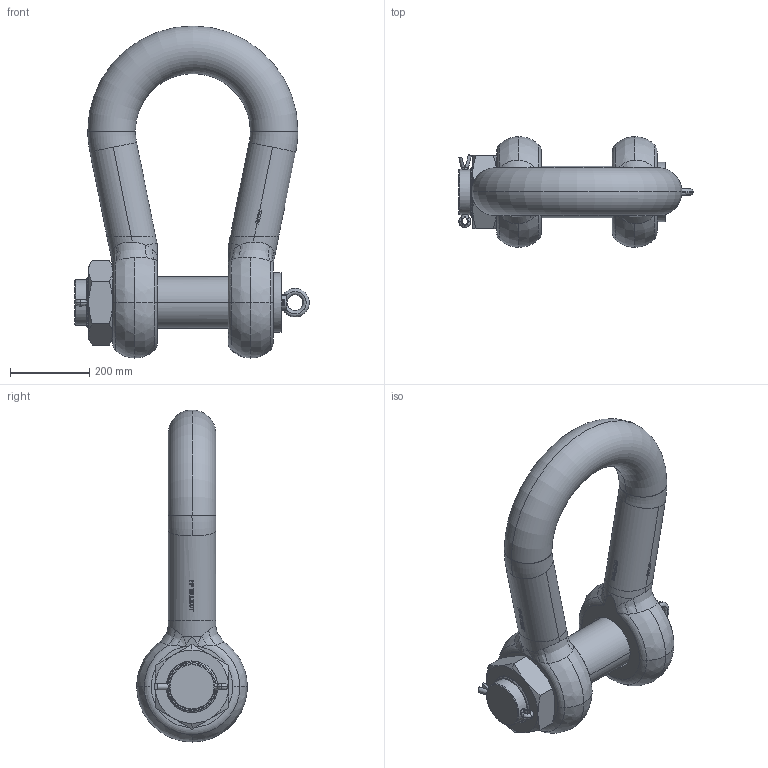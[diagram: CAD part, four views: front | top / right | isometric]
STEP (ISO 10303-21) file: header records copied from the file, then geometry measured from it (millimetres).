
FILE_DESCRIPTION(('.'),'2;1');
FILE_NAME('HDPOHM0200.step','.',('.'),('.'),'.','STEP AP214','.');
FILE_SCHEMA(('AUTOMOTIVE_DESIGN { 1 0 10303 214 1 1 1 1 }'));
Length unit declared in the file: millimetre
Products named in the file (6): HDPOHM0200; HDPOHM0200_1; HDPOHM0200_2; DIN 580 M20 x 30; HDPOHM0200_3; HDPOHM0200_4
Assembly tree (5 placements, depth 2):
  HDPOHM0200
    HDPOHM0200_1
    HDPOHM0200_2
    DIN 580 M20 x 30
    HDPOHM0200_3
    HDPOHM0200_4
Bounding box: 591.27 x 279 x 837.5 mm (x, y, z)
Volume: 31043017.2 mm3; surface area: 1274607.7 mm2
Topology: 5 solids, 5 shells, 1258 faces, 5154 edges, 3955 vertices
Faces by surface type: bspline 471, plane 398, cylinder 327, torus 36, cone 26
Entity records: 93501 total; most frequent: CARTESIAN_POINT 54126, ORIENTED_EDGE 10300, EDGE_CURVE 5150, VERTEX_POINT 3955, B_SPLINE_CURVE_WITH_KNOTS 3833, DIRECTION 2450, EDGE_LOOP 1321, ADVANCED_FACE 1258
